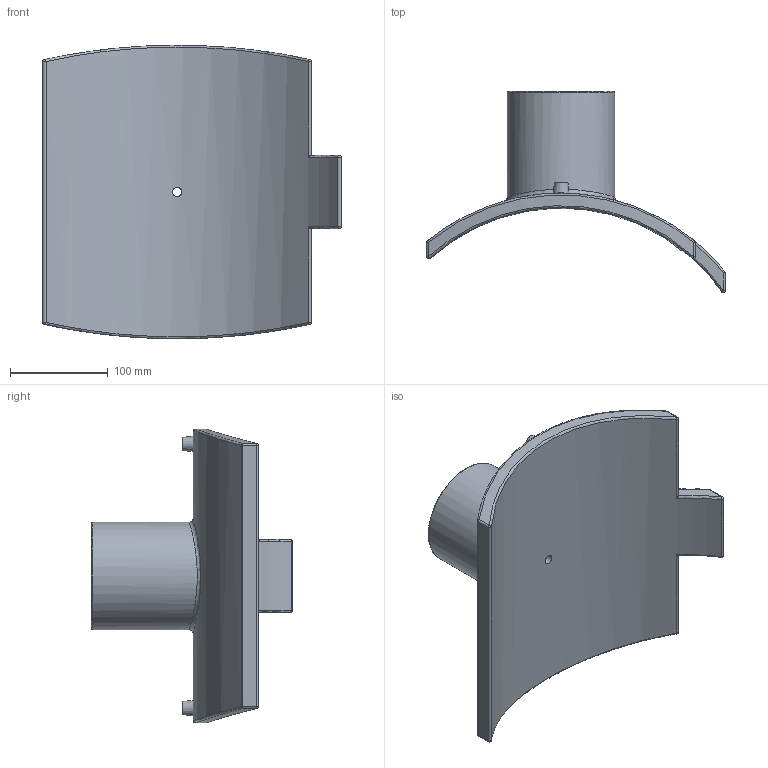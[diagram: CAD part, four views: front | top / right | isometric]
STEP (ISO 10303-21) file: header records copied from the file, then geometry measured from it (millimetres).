
FILE_DESCRIPTION(/* description */ ('PLASSON BRANCH SADDLE 250-400X110'),/* implementation_level */ '2;1');
FILE_NAME(/* name */ '495804400110T.ipt.stp',/* time_stamp */ '2017-11-06T09:19:40+02:00',/* author */ ('KIM'),/* organization */ (''),/* preprocessor_version */ 'ST-DEVELOPER v15.6',/* originating_system */ 'Autodesk Inventor 2015',/* authorisation */ '');
FILE_SCHEMA (('AUTOMOTIVE_DESIGN { 1 0 10303 214 3 1 1 }'));
Length unit declared in the file: millimetre
Products named in the file (1): 495804400110T
Bounding box: 305 x 205.54 x 299.95 mm (x, y, z)
Volume: 1725600.4 mm3; surface area: 272189.8 mm2
Topology: 1 solids, 1 shells, 66 faces, 130 edges, 75 vertices
Faces by surface type: cylinder 27, plane 14, sphere 12, torus 6, bspline 5, cone 2
Full cylindrical faces by diameter (mm): 4 x2, 9.6 x1, 10 x2, 16 x1, 88 x1, 110 x1
Entity records: 2264 total; most frequent: CARTESIAN_POINT 964, DIRECTION 280, ORIENTED_EDGE 228, AXIS2_PLACEMENT_3D 125, EDGE_CURVE 114, EDGE_LOOP 89, VERTEX_POINT 71, FACE_OUTER_BOUND 66
